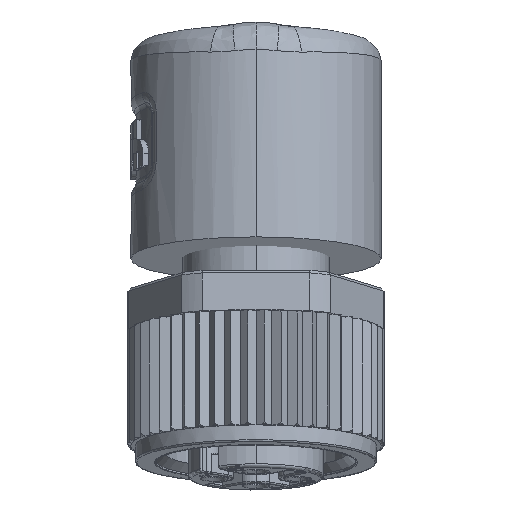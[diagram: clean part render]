
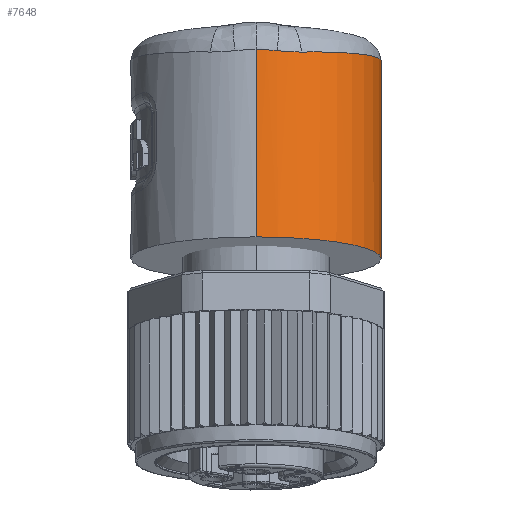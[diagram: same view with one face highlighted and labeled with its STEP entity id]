
A CAD part, front view. The second image highlights one B-rep face of the part: STEP entity #7648.
In plain terms, the highlighted cylindrical face has radius 7.5 mm (diameter 15 mm), a partial arc.
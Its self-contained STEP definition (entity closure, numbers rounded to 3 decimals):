
#7648=ADVANCED_FACE('',(#15105),#15106,.T.);
#15105=FACE_OUTER_BOUND('',#48850,.T.);
#15106=CYLINDRICAL_SURFACE('',#48851,7.5);
#48850=EDGE_LOOP('',(#67786,#67787,#67788,#67789,#67790,#67791,#67792,#67793,#67794,#67795,#67796));
#48851=AXIS2_PLACEMENT_3D('',#67797,#67798,#67799);
#67786=ORIENTED_EDGE('',*,*,#74130,.F.);
#67787=ORIENTED_EDGE('',*,*,#74134,.F.);
#67788=ORIENTED_EDGE('',*,*,#74271,.F.);
#67789=ORIENTED_EDGE('',*,*,#74272,.F.);
#67790=ORIENTED_EDGE('',*,*,#74273,.F.);
#67791=ORIENTED_EDGE('',*,*,#74136,.F.);
#67792=ORIENTED_EDGE('',*,*,#74126,.F.);
#67793=ORIENTED_EDGE('',*,*,#74274,.F.);
#67794=ORIENTED_EDGE('',*,*,#74181,.T.);
#67795=ORIENTED_EDGE('',*,*,#74275,.T.);
#67796=ORIENTED_EDGE('',*,*,#74123,.F.);
#67797=CARTESIAN_POINT('',(0.0,6.646,-7.682));
#67798=DIRECTION('',(0.0,-0.174,-0.985));
#67799=DIRECTION('',(0.0,-0.985,0.174));
#74123=EDGE_CURVE('',#82885,#82881,#82887,.T.);
#74126=EDGE_CURVE('',#82889,#82891,#82892,.T.);
#74130=EDGE_CURVE('',#82895,#82885,#82897,.T.);
#74134=EDGE_CURVE('',#82901,#82895,#82903,.T.);
#74136=EDGE_CURVE('',#82891,#82905,#82906,.T.);
#74181=EDGE_CURVE('',#82966,#82965,#82968,.T.);
#74271=EDGE_CURVE('',#83094,#82901,#83095,.T.);
#74272=EDGE_CURVE('',#83096,#83094,#83097,.T.);
#74273=EDGE_CURVE('',#82905,#83096,#83098,.T.);
#74274=EDGE_CURVE('',#82966,#82889,#83099,.T.);
#74275=EDGE_CURVE('',#82965,#82881,#83100,.T.);
#82881=VERTEX_POINT('',#103798);
#82885=VERTEX_POINT('',#103826);
#82887=B_SPLINE_CURVE_WITH_KNOTS('',3,(#103832,#103833,#103834,#103835,#103836,#103837,#103838,#103839,#103840,#103841,#103842,#103843,#103844,#103845,#103846,#103847,#103848,#103849,#103850,#103851,#103852,#103853),.UNSPECIFIED.,.F.,.F.,(4,1,1,1,1,1,1,1,1,1,1,1,1,1,1,1,1,1,1,4),(0.0,0.053,0.105,0.158,0.211,0.263,0.316,0.368,0.421,0.474,0.526,0.579,0.632,0.684,0.737,0.789,0.842,0.895,0.947,1.0),.UNSPECIFIED.);
#82889=VERTEX_POINT('',#103855);
#82891=VERTEX_POINT('',#103863);
#82892=B_SPLINE_CURVE_WITH_KNOTS('',3,(#103864,#103865,#103866,#103867,#103868,#103869,#103870,#103871),.UNSPECIFIED.,.F.,.F.,(4,1,1,1,1,4),(0.0,0.203,0.406,0.606,0.804,1.0),.UNSPECIFIED.);
#82895=VERTEX_POINT('',#103880);
#82897=B_SPLINE_CURVE_WITH_KNOTS('',3,(#103885,#103886,#103887,#103888,#103889,#103890),.UNSPECIFIED.,.F.,.F.,(4,1,1,4),(0.0,0.333,0.667,1.0),.UNSPECIFIED.);
#82901=VERTEX_POINT('',#103899);
#82903=B_SPLINE_CURVE_WITH_KNOTS('',3,(#103904,#103905,#103906,#103907,#103908,#103909),.UNSPECIFIED.,.F.,.F.,(4,1,1,4),(0.0,0.333,0.667,1.0),.UNSPECIFIED.);
#82905=VERTEX_POINT('',#103911);
#82906=B_SPLINE_CURVE_WITH_KNOTS('',3,(#103912,#103913,#103914,#103915,#103916,#103917),.UNSPECIFIED.,.F.,.F.,(4,1,1,4),(0.0,0.333,0.667,1.0),.UNSPECIFIED.);
#82965=VERTEX_POINT('',#104106);
#82966=VERTEX_POINT('',#104107);
#82968=CIRCLE('',#104109,7.5);
#83094=VERTEX_POINT('',#104820);
#83095=B_SPLINE_CURVE_WITH_KNOTS('',3,(#104821,#104822,#104823,#104824,#104825,#104826),.UNSPECIFIED.,.F.,.F.,(4,1,1,4),(0.0,0.333,0.667,1.0),.UNSPECIFIED.);
#83096=VERTEX_POINT('',#104827);
#83097=B_SPLINE_CURVE_WITH_KNOTS('',3,(#104828,#104829,#104830,#104831,#104832,#104833),.UNSPECIFIED.,.F.,.F.,(4,1,1,4),(0.0,0.333,0.667,1.0),.UNSPECIFIED.);
#83098=B_SPLINE_CURVE_WITH_KNOTS('',3,(#104834,#104835,#104836,#104837,#104838,#104839,#104840,#104841,#104842,#104843,#104844,#104845,#104846,#104847,#104848),.UNSPECIFIED.,.F.,.F.,(4,1,1,1,1,1,1,1,1,1,1,1,4),(0.0,0.083,0.167,0.25,0.333,0.417,0.5,0.583,0.667,0.75,0.833,0.917,1.0),.UNSPECIFIED.);
#83099=LINE('',#104849,#104850);
#83100=LINE('',#104851,#104852);
#103798=CARTESIAN_POINT('',(0.,14.348,-7.187));
#103826=CARTESIAN_POINT('',(6.536,11.568,-0.949));
#103832=CARTESIAN_POINT('',(6.536,11.568,-0.949));
#103833=CARTESIAN_POINT('',(6.52,11.574,-1.077));
#103834=CARTESIAN_POINT('',(6.481,11.598,-1.342));
#103835=CARTESIAN_POINT('',(6.394,11.67,-1.769));
#103836=CARTESIAN_POINT('',(6.273,11.784,-2.227));
#103837=CARTESIAN_POINT('',(6.109,11.942,-2.719));
#103838=CARTESIAN_POINT('',(5.893,12.145,-3.24));
#103839=CARTESIAN_POINT('',(5.622,12.382,-3.772));
#103840=CARTESIAN_POINT('',(5.296,12.642,-4.298));
#103841=CARTESIAN_POINT('',(4.928,12.904,-4.791));
#103842=CARTESIAN_POINT('',(4.528,13.155,-5.239));
#103843=CARTESIAN_POINT('',(4.105,13.387,-5.637));
#103844=CARTESIAN_POINT('',(3.667,13.595,-5.984));
#103845=CARTESIAN_POINT('',(3.219,13.777,-6.282));
#103846=CARTESIAN_POINT('',(2.764,13.934,-6.534));
#103847=CARTESIAN_POINT('',(2.305,14.064,-6.741));
#103848=CARTESIAN_POINT('',(1.844,14.169,-6.907));
#103849=CARTESIAN_POINT('',(1.381,14.25,-7.034));
#103850=CARTESIAN_POINT('',(0.918,14.307,-7.123));
#103851=CARTESIAN_POINT('',(0.457,14.341,-7.175));
#103852=CARTESIAN_POINT('',(0.152,14.348,-7.187));
#103853=CARTESIAN_POINT('',(0.,14.348,-7.187));
#103855=CARTESIAN_POINT('',(0.,1.239,4.847));
#103863=CARTESIAN_POINT('',(1.266,1.337,4.784));
#103864=CARTESIAN_POINT('',(0.,1.239,4.847));
#103865=CARTESIAN_POINT('',(0.086,1.239,4.847));
#103866=CARTESIAN_POINT('',(0.259,1.242,4.846));
#103867=CARTESIAN_POINT('',(0.516,1.254,4.839));
#103868=CARTESIAN_POINT('',(0.769,1.274,4.828));
#103869=CARTESIAN_POINT('',(1.019,1.302,4.81));
#103870=CARTESIAN_POINT('',(1.184,1.325,4.794));
#103871=CARTESIAN_POINT('',(1.266,1.337,4.784));
#103880=CARTESIAN_POINT('',(6.569,11.604,-0.401));
#103885=CARTESIAN_POINT('',(6.569,11.604,-0.401));
#103886=CARTESIAN_POINT('',(6.569,11.594,-0.458));
#103887=CARTESIAN_POINT('',(6.568,11.576,-0.576));
#103888=CARTESIAN_POINT('',(6.557,11.563,-0.758));
#103889=CARTESIAN_POINT('',(6.544,11.565,-0.885));
#103890=CARTESIAN_POINT('',(6.536,11.568,-0.949));
#103899=CARTESIAN_POINT('',(6.561,11.795,0.599));
#103904=CARTESIAN_POINT('',(6.561,11.795,0.599));
#103905=CARTESIAN_POINT('',(6.562,11.774,0.488));
#103906=CARTESIAN_POINT('',(6.564,11.732,0.266));
#103907=CARTESIAN_POINT('',(6.567,11.667,-0.067));
#103908=CARTESIAN_POINT('',(6.568,11.625,-0.29));
#103909=CARTESIAN_POINT('',(6.569,11.604,-0.401));
#103911=CARTESIAN_POINT('',(2.72,1.732,4.701));
#103912=CARTESIAN_POINT('',(1.266,1.337,4.784));
#103913=CARTESIAN_POINT('',(1.44,1.364,4.765));
#103914=CARTESIAN_POINT('',(1.781,1.43,4.731));
#103915=CARTESIAN_POINT('',(2.267,1.564,4.702));
#103916=CARTESIAN_POINT('',(2.572,1.673,4.699));
#103917=CARTESIAN_POINT('',(2.72,1.732,4.701));
#104106=CARTESIAN_POINT('',(0.,14.032,-8.984));
#104107=CARTESIAN_POINT('',(0.0,-0.741,-6.379));
#104109=AXIS2_PLACEMENT_3D('',#112384,#112385,#112386);
#104820=CARTESIAN_POINT('',(6.507,12.012,1.274));
#104821=CARTESIAN_POINT('',(6.507,12.012,1.274));
#104822=CARTESIAN_POINT('',(6.519,11.977,1.194));
#104823=CARTESIAN_POINT('',(6.539,11.913,1.038));
#104824=CARTESIAN_POINT('',(6.556,11.841,0.812));
#104825=CARTESIAN_POINT('',(6.561,11.808,0.669));
#104826=CARTESIAN_POINT('',(6.561,11.795,0.599));
#104827=CARTESIAN_POINT('',(5.818,13.425,3.511));
#104828=CARTESIAN_POINT('',(5.818,13.425,3.511));
#104829=CARTESIAN_POINT('',(5.945,13.22,3.248));
#104830=CARTESIAN_POINT('',(6.158,12.838,2.731));
#104831=CARTESIAN_POINT('',(6.378,12.363,1.986));
#104832=CARTESIAN_POINT('',(6.471,12.117,1.509));
#104833=CARTESIAN_POINT('',(6.507,12.012,1.274));
#104834=CARTESIAN_POINT('',(2.72,1.732,4.701));
#104835=CARTESIAN_POINT('',(3.086,1.877,4.707));
#104836=CARTESIAN_POINT('',(3.796,2.226,4.71));
#104837=CARTESIAN_POINT('',(4.763,2.904,4.689));
#104838=CARTESIAN_POINT('',(5.613,3.722,4.644));
#104839=CARTESIAN_POINT('',(6.321,4.651,4.577));
#104840=CARTESIAN_POINT('',(6.89,5.702,4.488));
#104841=CARTESIAN_POINT('',(7.282,6.819,4.381));
#104842=CARTESIAN_POINT('',(7.492,7.984,4.257));
#104843=CARTESIAN_POINT('',(7.52,9.138,4.124));
#104844=CARTESIAN_POINT('',(7.361,10.32,3.976));
#104845=CARTESIAN_POINT('',(7.019,11.445,3.823));
#104846=CARTESIAN_POINT('',(6.508,12.494,3.667));
#104847=CARTESIAN_POINT('',(6.063,13.128,3.563));
#104848=CARTESIAN_POINT('',(5.818,13.425,3.511));
#104849=CARTESIAN_POINT('',(0.0,-0.741,-6.379));
#104850=VECTOR('',#112406,11.4);
#104851=CARTESIAN_POINT('',(0.,14.032,-8.984));
#104852=VECTOR('',#112407,1.825);
#112384=CARTESIAN_POINT('',(0.0,6.646,-7.682));
#112385=DIRECTION('',(0.0,0.174,0.985));
#112386=DIRECTION('',(0.0,-0.985,0.174));
#112406=DIRECTION('',(0.,0.174,0.985));
#112407=DIRECTION('',(0.,0.174,0.985));
